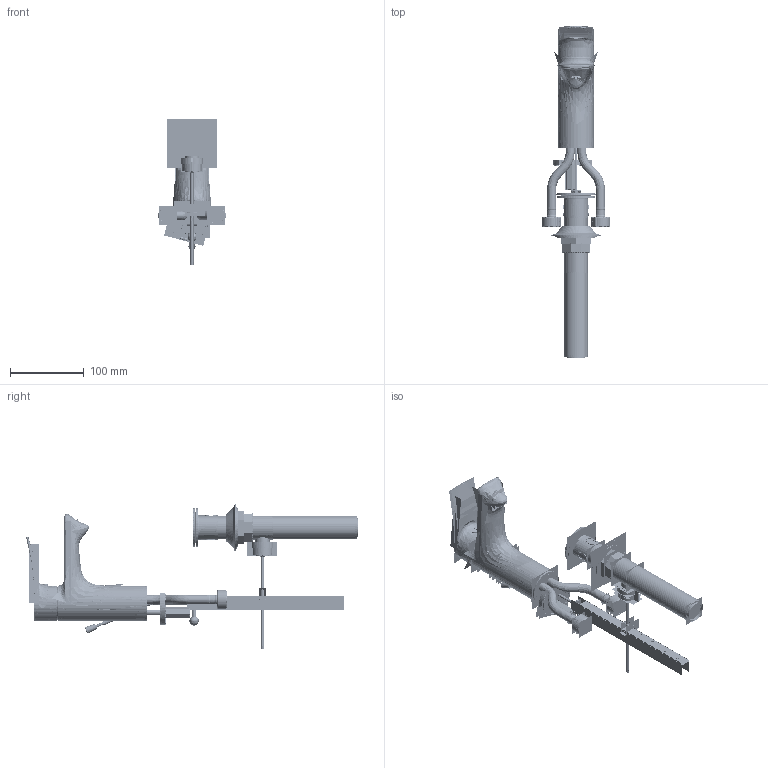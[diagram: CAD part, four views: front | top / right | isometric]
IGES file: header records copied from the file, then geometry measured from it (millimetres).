
Start section:  PTC IGES file: FFAS0901-102500BC0.igs
Global section: file name: FFAS0901-102500BC0.igs; native system: Creo Parametric by PTC Inc.; preprocessor: 2015200; author: 10114211; organization: Unknown; date: 20180814.092606; units: millimetre
Bounding box: 92.07 x 450.79 x 197.91 mm (x, y, z)
Volume: 473358.5 mm3; surface area: 3101142 mm2
Topology: 53 solids, 87 shells, 4606 faces, 26748 edges, 36177 vertices
Faces by surface type: revolution 2724, bspline 1882
